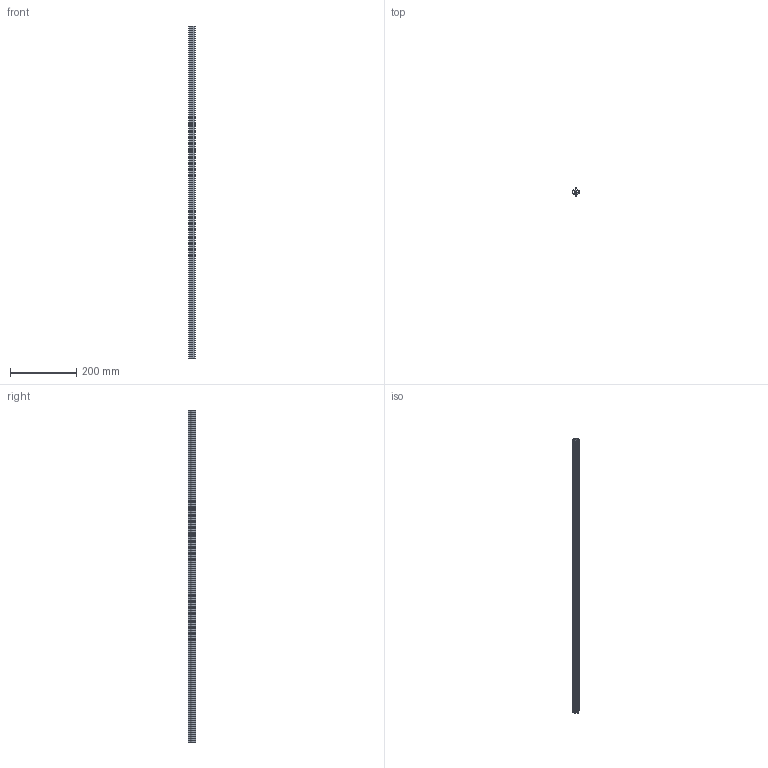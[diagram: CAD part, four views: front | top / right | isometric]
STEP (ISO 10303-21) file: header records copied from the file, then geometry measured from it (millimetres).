
FILE_DESCRIPTION(/* description */ ('Titel eingeben'),/* implementation_level */ '2;1');
FILE_NAME(/* name */ '80110_KriTec_Schutzscheibenprofil_10_inklusive_Clipleiste_Flächenelement.stp',/* time_stamp */ '2017-03-09T13:04:19+01:00',/* author */ ('Steiner'),/* organization */ (''),/* preprocessor_version */ 'ST-DEVELOPER v16.1',/* originating_system */ 'Autodesk Inventor 2016',/* authorisation */ '');
FILE_SCHEMA (('CONFIG_CONTROL_DESIGN'));
Length unit declared in the file: millimetre
Products named in the file (1): 80110_KriTec_Schutzscheibenprofil_10_inklusive_Clipleiste_Flächen
element
Bounding box: 20.86 x 23 x 1000 mm (x, y, z)
Volume: 88230.6 mm3; surface area: 183284.7 mm2
Topology: 1 solids, 1 shells, 107 faces, 315 edges, 210 vertices
Faces by surface type: plane 64, cylinder 43
Entity records: 3607 total; most frequent: CARTESIAN_POINT 633, ORIENTED_EDGE 630, DIRECTION 617, EDGE_CURVE 315, LINE 229, VECTOR 229, VERTEX_POINT 210, AXIS2_PLACEMENT_3D 194
